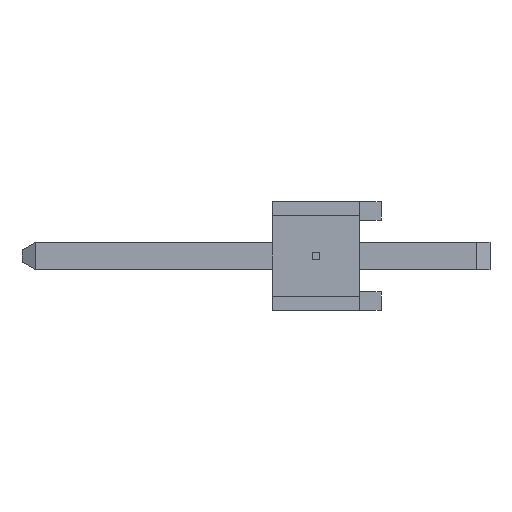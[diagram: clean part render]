
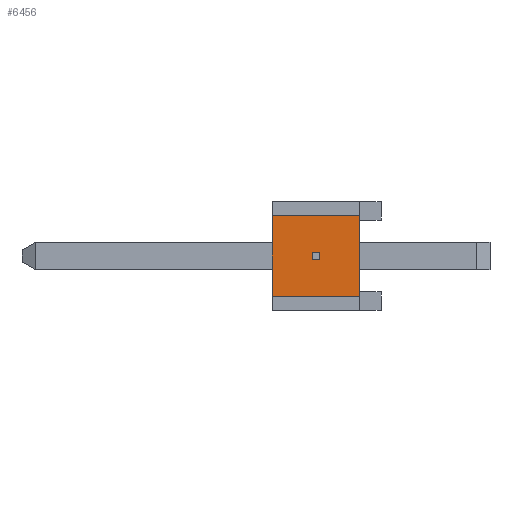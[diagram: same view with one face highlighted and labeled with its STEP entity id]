
A CAD part, left-side view. The second image highlights one B-rep face of the part: STEP entity #6456.
In plain terms, the highlighted planar face has unit normal (-1, 0, 0).
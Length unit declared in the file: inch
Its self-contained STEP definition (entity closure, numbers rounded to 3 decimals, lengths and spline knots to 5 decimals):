
#791=ORIENTED_EDGE('',*,*,#2415,.F.);
#792=ORIENTED_EDGE('',*,*,#2416,.F.);
#793=ORIENTED_EDGE('',*,*,#2417,.F.);
#794=ORIENTED_EDGE('',*,*,#2418,.F.);
#795=ORIENTED_EDGE('',*,*,#2419,.F.);
#796=ORIENTED_EDGE('',*,*,#2420,.F.);
#797=ORIENTED_EDGE('',*,*,#2421,.F.);
#798=ORIENTED_EDGE('',*,*,#2422,.F.);
#2415=EDGE_CURVE('',#3157,#3158,#3905,.T.);
#2416=EDGE_CURVE('',#3159,#3157,#3906,.T.);
#2417=EDGE_CURVE('',#3160,#3159,#3907,.T.);
#2418=EDGE_CURVE('',#3158,#3160,#3908,.T.);
#2419=EDGE_CURVE('',#3161,#3162,#3909,.T.);
#2420=EDGE_CURVE('',#3163,#3161,#3910,.T.);
#2421=EDGE_CURVE('',#3164,#3163,#3911,.T.);
#2422=EDGE_CURVE('',#3162,#3164,#3912,.T.);
#3157=VERTEX_POINT('',#9775);
#3158=VERTEX_POINT('',#9776);
#3159=VERTEX_POINT('',#9778);
#3160=VERTEX_POINT('',#9780);
#3161=VERTEX_POINT('',#9783);
#3162=VERTEX_POINT('',#9784);
#3163=VERTEX_POINT('',#9786);
#3164=VERTEX_POINT('',#9788);
#3905=LINE('',#9774,#4819);
#3906=LINE('',#9777,#4820);
#3907=LINE('',#9779,#4821);
#3908=LINE('',#9781,#4822);
#3909=LINE('',#9782,#4823);
#3910=LINE('',#9785,#4824);
#3911=LINE('',#9787,#4825);
#3912=LINE('',#9789,#4826);
#4819=VECTOR('',#7908,39.37008);
#4820=VECTOR('',#7909,39.37008);
#4821=VECTOR('',#7910,39.37008);
#4822=VECTOR('',#7911,39.37008);
#4823=VECTOR('',#7912,39.37008);
#4824=VECTOR('',#7913,39.37008);
#4825=VECTOR('',#7914,39.37008);
#4826=VECTOR('',#7915,39.37008);
#5327=EDGE_LOOP('',(#791,#792,#793,#794));
#5328=EDGE_LOOP('',(#795,#796,#797,#798));
#5713=FACE_BOUND('',#5327,.T.);
#5714=FACE_BOUND('',#5328,.T.);
#6099=PLANE('',#6839);
#6456=ADVANCED_FACE('',(#5713,#5714),#6099,.F.);
#6839=AXIS2_PLACEMENT_3D('',#9773,#7906,#7907);
#7906=DIRECTION('',(1.,0.,0.));
#7907=DIRECTION('',(0.,0.,-1.));
#7908=DIRECTION('',(0.,0.,-1.));
#7909=DIRECTION('',(0.,1.,0.));
#7910=DIRECTION('',(0.,0.,1.));
#7911=DIRECTION('',(0.,-1.,0.));
#7912=DIRECTION('',(0.,0.,-1.));
#7913=DIRECTION('',(0.,-1.,0.));
#7914=DIRECTION('',(0.,0.,1.));
#7915=DIRECTION('',(0.,1.,0.));
#9773=CARTESIAN_POINT('',(-0.342,0.,0.));
#9774=CARTESIAN_POINT('',(-0.342,0.06353,0.));
#9775=CARTESIAN_POINT('',(-0.342,0.06353,0.00339));
#9776=CARTESIAN_POINT('',(-0.342,0.06353,-0.00339));
#9777=CARTESIAN_POINT('',(-0.342,0.,0.00339));
#9778=CARTESIAN_POINT('',(-0.342,0.05647,0.00339));
#9779=CARTESIAN_POINT('',(-0.342,0.05647,0.));
#9780=CARTESIAN_POINT('',(-0.342,0.05647,-0.00339));
#9781=CARTESIAN_POINT('',(-0.342,0.,-0.00339));
#9782=CARTESIAN_POINT('',(-0.342,0.02,0.));
#9783=CARTESIAN_POINT('',(-0.342,0.02,0.037));
#9784=CARTESIAN_POINT('',(-0.342,0.02,-0.037));
#9785=CARTESIAN_POINT('',(-0.342,0.1,0.037));
#9786=CARTESIAN_POINT('',(-0.342,0.1,0.037));
#9787=CARTESIAN_POINT('',(-0.342,0.1,-0.037));
#9788=CARTESIAN_POINT('',(-0.342,0.1,-0.037));
#9789=CARTESIAN_POINT('',(-0.342,0.,-0.037));
